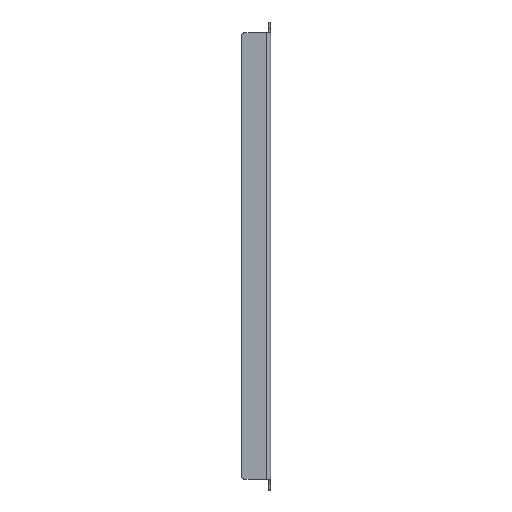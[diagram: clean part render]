
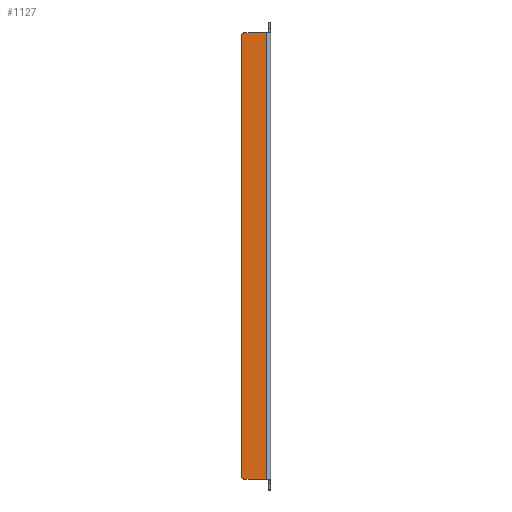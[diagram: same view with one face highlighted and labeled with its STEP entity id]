
A CAD part, front view. The second image highlights one B-rep face of the part: STEP entity #1127.
In plain terms, the highlighted planar face has unit normal (0, -1, 0).
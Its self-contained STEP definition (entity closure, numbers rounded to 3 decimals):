
#3 = FACE_OUTER_BOUND ( 'NONE', #1358, .T. ) ;
#97 = VERTEX_POINT ( 'NONE', #1616 ) ;
#114 = DIRECTION ( 'NONE',  ( 0., -1., 0. ) ) ;
#169 = DIRECTION ( 'NONE',  ( 0., 0., 1. ) ) ;
#211 = VECTOR ( 'NONE', #962, 1000. ) ;
#240 = ORIENTED_EDGE ( 'NONE', *, *, #332, .T. ) ;
#245 = PLANE ( 'NONE',  #1178 ) ;
#251 = CARTESIAN_POINT ( 'NONE',  ( -555., -1166.305, -1246. ) ) ;
#256 = EDGE_CURVE ( 'NONE', #97, #1495, #1658, .T. ) ;
#299 = DIRECTION ( 'NONE',  ( 0., 0., 1. ) ) ;
#316 = AXIS2_PLACEMENT_3D ( 'NONE', #1094, #424, #1191 ) ;
#322 = ORIENTED_EDGE ( 'NONE', *, *, #984, .F. ) ;
#332 = EDGE_CURVE ( 'NONE', #1279, #1495, #665, .T. ) ;
#354 = CARTESIAN_POINT ( 'NONE',  ( -555., -1166.305, -1241. ) ) ;
#410 = EDGE_CURVE ( 'NONE', #1585, #701, #421, .T. ) ;
#421 = LINE ( 'NONE', #1587, #816 ) ;
#424 = DIRECTION ( 'NONE',  ( 0., 1., 0. ) ) ;
#457 = DIRECTION ( 'NONE',  ( 0., 1., 0. ) ) ;
#513 = CARTESIAN_POINT ( 'NONE',  ( 1090.973, -1166.305, -639.5 ) ) ;
#665 = LINE ( 'NONE', #817, #848 ) ;
#677 = CARTESIAN_POINT ( 'NONE',  ( 1090.973, -1166.305, -1246. ) ) ;
#701 = VERTEX_POINT ( 'NONE', #1545 ) ;
#733 = DIRECTION ( 'NONE',  ( 0., 0., -1. ) ) ;
#752 = CIRCLE ( 'NONE', #1183, 5. ) ;
#816 = VECTOR ( 'NONE', #299, 1000. ) ;
#817 = CARTESIAN_POINT ( 'NONE',  ( -526., -1166.305, -1340.256 ) ) ;
#848 = VECTOR ( 'NONE', #169, 1000. ) ;
#913 = ORIENTED_EDGE ( 'NONE', *, *, #410, .F. ) ;
#962 = DIRECTION ( 'NONE',  ( -1., 0., 0. ) ) ;
#965 = ORIENTED_EDGE ( 'NONE', *, *, #256, .F. ) ;
#984 = EDGE_CURVE ( 'NONE', #1629, #1585, #752, .T. ) ;
#1018 = CIRCLE ( 'NONE', #316, 5. ) ;
#1094 = CARTESIAN_POINT ( 'NONE',  ( -555., -1166.305, -644.5 ) ) ;
#1127 = ADVANCED_FACE ( 'NONE', ( #3 ), #245, .T. ) ;
#1155 = CARTESIAN_POINT ( 'NONE',  ( -526., -1166.305, -1246. ) ) ;
#1163 = ORIENTED_EDGE ( 'NONE', *, *, #1518, .F. ) ;
#1178 = AXIS2_PLACEMENT_3D ( 'NONE', #1388, #114, #1517 ) ;
#1183 = AXIS2_PLACEMENT_3D ( 'NONE', #354, #457, #733 ) ;
#1191 = DIRECTION ( 'NONE',  ( 0., 0., -1. ) ) ;
#1279 = VERTEX_POINT ( 'NONE', #1155 ) ;
#1358 = EDGE_LOOP ( 'NONE', ( #913, #322, #1163, #240, #965, #1657 ) ) ;
#1388 = CARTESIAN_POINT ( 'NONE',  ( 1090.973, -1166.305, -1340.256 ) ) ;
#1421 = DIRECTION ( 'NONE',  ( 1., 0., 0. ) ) ;
#1446 = EDGE_CURVE ( 'NONE', #701, #97, #1018, .T. ) ;
#1449 = LINE ( 'NONE', #677, #211 ) ;
#1495 = VERTEX_POINT ( 'NONE', #1549 ) ;
#1517 = DIRECTION ( 'NONE',  ( 0., 0., -1. ) ) ;
#1518 = EDGE_CURVE ( 'NONE', #1279, #1629, #1449, .T. ) ;
#1525 = CARTESIAN_POINT ( 'NONE',  ( -560., -1166.305, -1241. ) ) ;
#1545 = CARTESIAN_POINT ( 'NONE',  ( -560., -1166.305, -644.5 ) ) ;
#1549 = CARTESIAN_POINT ( 'NONE',  ( -526., -1166.305, -639.5 ) ) ;
#1585 = VERTEX_POINT ( 'NONE', #1525 ) ;
#1587 = CARTESIAN_POINT ( 'NONE',  ( -560., -1166.305, -1340.256 ) ) ;
#1604 = VECTOR ( 'NONE', #1421, 1000. ) ;
#1616 = CARTESIAN_POINT ( 'NONE',  ( -555., -1166.305, -639.5 ) ) ;
#1629 = VERTEX_POINT ( 'NONE', #251 ) ;
#1657 = ORIENTED_EDGE ( 'NONE', *, *, #1446, .F. ) ;
#1658 = LINE ( 'NONE', #513, #1604 ) ;
